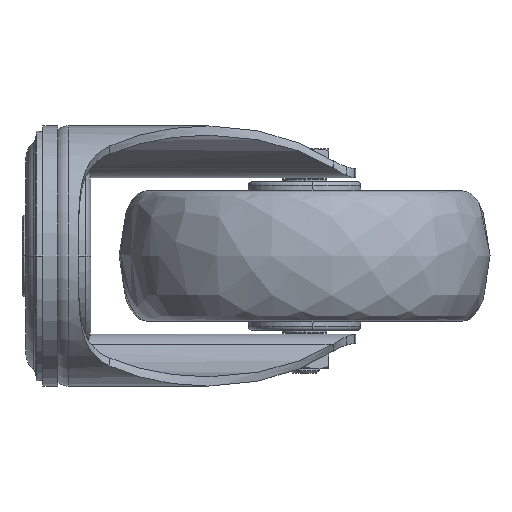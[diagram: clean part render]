
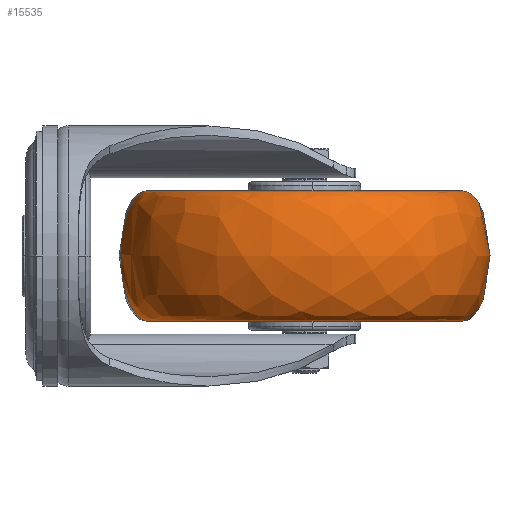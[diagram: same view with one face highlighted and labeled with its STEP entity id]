
A CAD part, left-side view. The second image highlights one B-rep face of the part: STEP entity #15535.
In plain terms, the highlighted free-form (B-spline) face has degree [3, 3] with [4, 4] control points.
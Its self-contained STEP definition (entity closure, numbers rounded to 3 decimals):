
#479 =( BOUNDED_CURVE ( )  B_SPLINE_CURVE ( 3, ( #9659, #20581, #18808, #4321 ),
 .UNSPECIFIED., .F., .F. ) 
 B_SPLINE_CURVE_WITH_KNOTS ( ( 4, 4 ),
 ( 0., 3.142 ),
 .UNSPECIFIED. ) 
 CURVE ( )  GEOMETRIC_REPRESENTATION_ITEM ( )  RATIONAL_B_SPLINE_CURVE ( ( 1., 0.333, 0.333, 1. ) ) 
 REPRESENTATION_ITEM ( '' )  );
#713 = CARTESIAN_POINT ( 'NONE',  ( -67.065, -150.112, 17.5 ) ) ;
#1522 = CIRCLE ( 'NONE', #14741, 42.5 ) ;
#1632 = VERTEX_POINT ( 'NONE', #8864 ) ;
#2392 = CARTESIAN_POINT ( 'NONE',  ( -39.657, -130.778, -17.5 ) ) ;
#2615 = VERTEX_POINT ( 'NONE', #14567 ) ;
#2744 = CARTESIAN_POINT ( 'NONE',  ( 44.38, -118.018, -17.5 ) ) ;
#2988 = CARTESIAN_POINT ( 'NONE',  ( 31.62, -33.982, 17.5 ) ) ;
#3260 = EDGE_CURVE ( 'NONE', #9436, #13991, #15299, .T. ) ;
#4257 = CARTESIAN_POINT ( 'NONE',  ( 29.368, -19.152, -17.5 ) ) ;
#4321 = CARTESIAN_POINT ( 'NONE',  ( 44.38, -118.018, 17.5 ) ) ;
#4345 = CARTESIAN_POINT ( 'NONE',  ( 29.368, -19.152, -17.5 ) ) ;
#4464 = CARTESIAN_POINT ( 'NONE',  ( 31.62, -33.982, -17.5 ) ) ;
#5387 = ORIENTED_EDGE ( 'NONE', *, *, #21211, .T. ) ;
#6023 = CARTESIAN_POINT ( 'NONE',  ( -84.329, -36.415, -17.5 ) ) ;
#6793 = AXIS2_PLACEMENT_3D ( 'NONE', #6990, #21351, #15804 ) ;
#6990 = CARTESIAN_POINT ( 'NONE',  ( 38., -76., 17.5 ) ) ;
#7305 = EDGE_CURVE ( 'NONE', #9436, #1632, #1522, .T. ) ;
#7720 = CARTESIAN_POINT ( 'NONE',  ( 31.62, -33.982, 17.5 ) ) ;
#8139 = CARTESIAN_POINT ( 'NONE',  ( 46.632, -132.848, 17.5 ) ) ;
#8629 =( BOUNDED_SURFACE ( )  B_SPLINE_SURFACE ( 3, 3, ( 
 ( #4464, #15530, #2392, #2744 ),
 ( #4345, #6023, #16948, #13276 ),
 ( #11580, #18829, #713, #8139 ),
 ( #9563, #13633, #16823, #15407 ) ),
 .UNSPECIFIED., .F., .F., .F. ) 
 B_SPLINE_SURFACE_WITH_KNOTS ( ( 4, 4 ),
 ( 4, 4 ),
 ( 0., 1. ),
 ( 0., 1. ),
 .UNSPECIFIED. ) 
 GEOMETRIC_REPRESENTATION_ITEM ( )  RATIONAL_B_SPLINE_SURFACE ( (
 ( 1., 0.333, 0.333, 1.),
 ( 0.333, 0.111, 0.111, 0.333),
 ( 0.333, 0.111, 0.111, 0.333),
 ( 1., 0.333, 0.333, 1.) ) ) 
 REPRESENTATION_ITEM ( '' )  SURFACE ( )  );
#8864 = CARTESIAN_POINT ( 'NONE',  ( 44.38, -118.018, -17.5 ) ) ;
#9001 = EDGE_CURVE ( 'NONE', #13991, #2615, #13244, .T. ) ;
#9436 = VERTEX_POINT ( 'NONE', #17004 ) ;
#9563 = CARTESIAN_POINT ( 'NONE',  ( 31.62, -33.982, 17.5 ) ) ;
#9659 = CARTESIAN_POINT ( 'NONE',  ( 44.38, -118.018, -17.5 ) ) ;
#9717 = CARTESIAN_POINT ( 'NONE',  ( 38., -76., -17.5 ) ) ;
#10190 = CARTESIAN_POINT ( 'NONE',  ( 29.368, -19.152, 17.5 ) ) ;
#11580 = CARTESIAN_POINT ( 'NONE',  ( 29.368, -19.152, 17.5 ) ) ;
#13244 = CIRCLE ( 'NONE', #6793, 42.5 ) ;
#13276 = CARTESIAN_POINT ( 'NONE',  ( 46.632, -132.848, -17.5 ) ) ;
#13303 = CARTESIAN_POINT ( 'NONE',  ( 31.62, -33.982, -17.5 ) ) ;
#13633 = CARTESIAN_POINT ( 'NONE',  ( -52.417, -46.742, 17.5 ) ) ;
#13670 = DIRECTION ( 'NONE',  ( 0., 0., 1. ) ) ;
#13991 = VERTEX_POINT ( 'NONE', #7720 ) ;
#14556 = ORIENTED_EDGE ( 'NONE', *, *, #9001, .F. ) ;
#14567 = CARTESIAN_POINT ( 'NONE',  ( 44.38, -118.018, 17.5 ) ) ;
#14741 = AXIS2_PLACEMENT_3D ( 'NONE', #9717, #13670, #18860 ) ;
#14913 = EDGE_LOOP ( 'NONE', ( #21635, #5387, #14556, #21392 ) ) ;
#15299 =( BOUNDED_CURVE ( )  B_SPLINE_CURVE ( 3, ( #13303, #4257, #10190, #2988 ),
 .UNSPECIFIED., .F., .F. ) 
 B_SPLINE_CURVE_WITH_KNOTS ( ( 4, 4 ),
 ( 0., 3.142 ),
 .UNSPECIFIED. ) 
 CURVE ( )  GEOMETRIC_REPRESENTATION_ITEM ( )  RATIONAL_B_SPLINE_CURVE ( ( 1., 0.333, 0.333, 1. ) ) 
 REPRESENTATION_ITEM ( '' )  );
#15407 = CARTESIAN_POINT ( 'NONE',  ( 44.38, -118.018, 17.5 ) ) ;
#15530 = CARTESIAN_POINT ( 'NONE',  ( -52.417, -46.742, -17.5 ) ) ;
#15535 = ADVANCED_FACE ( 'NONE', ( #18118 ), #8629, .F. ) ;
#15804 = DIRECTION ( 'NONE',  ( -0.15, 0.989, 0. ) ) ;
#16823 = CARTESIAN_POINT ( 'NONE',  ( -39.657, -130.778, 17.5 ) ) ;
#16948 = CARTESIAN_POINT ( 'NONE',  ( -67.065, -150.112, -17.5 ) ) ;
#17004 = CARTESIAN_POINT ( 'NONE',  ( 31.62, -33.982, -17.5 ) ) ;
#18118 = FACE_OUTER_BOUND ( 'NONE', #14913, .T. ) ;
#18808 = CARTESIAN_POINT ( 'NONE',  ( 46.632, -132.848, 17.5 ) ) ;
#18829 = CARTESIAN_POINT ( 'NONE',  ( -84.329, -36.415, 17.5 ) ) ;
#18860 = DIRECTION ( 'NONE',  ( -0.15, 0.989, 0. ) ) ;
#20581 = CARTESIAN_POINT ( 'NONE',  ( 46.632, -132.848, -17.5 ) ) ;
#21211 = EDGE_CURVE ( 'NONE', #1632, #2615, #479, .T. ) ;
#21351 = DIRECTION ( 'NONE',  ( 0., 0., 1. ) ) ;
#21392 = ORIENTED_EDGE ( 'NONE', *, *, #3260, .F. ) ;
#21635 = ORIENTED_EDGE ( 'NONE', *, *, #7305, .T. ) ;
